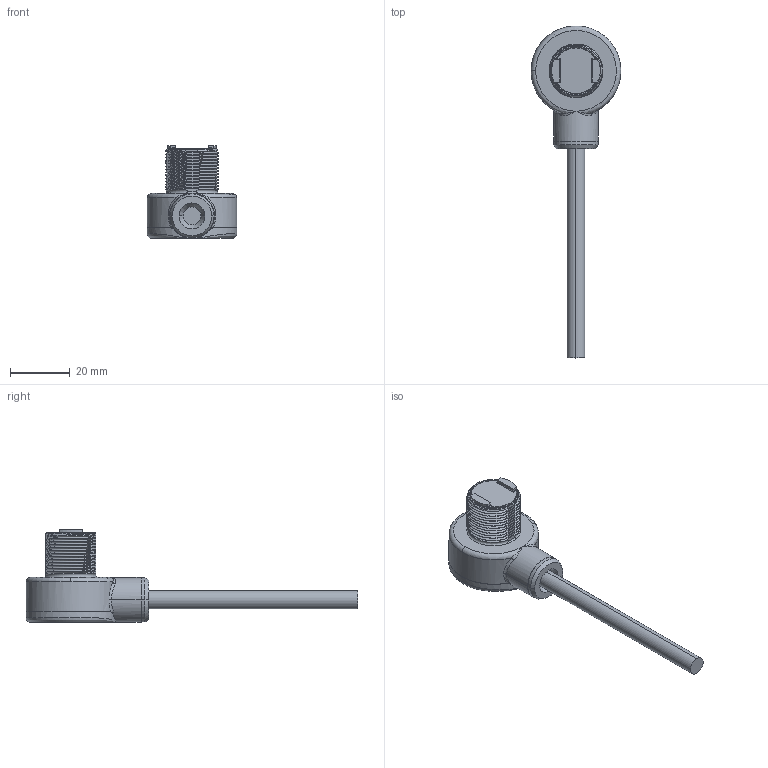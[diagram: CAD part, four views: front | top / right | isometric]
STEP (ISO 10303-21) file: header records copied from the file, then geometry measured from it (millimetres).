
FILE_DESCRIPTION((''),'2;1');
FILE_NAME('152787_SW','2011-03-15T',('banengservice'),('BANNER ENGINEERING'),'PRO/ENGINEER BY PARAMETRIC TECHNOLOGY CORPORATION, 2009141','PRO/ENGINEER BY PARAMETRIC TECHNOLOGY CORPORATION, 2009141','');
FILE_SCHEMA(('CONFIG_CONTROL_DESIGN'));
Length unit declared in the file: inch
Products named in the file (1): 152787_SW
Bounding box: 30.01 x 111.05 x 31.04 mm (x, y, z)
Volume: 8628.1 mm3; surface area: 11359 mm2
Topology: 3 solids, 4 shells, 344 faces, 890 edges, 558 vertices
Faces by surface type: cylinder 135, plane 123, cone 26, torus 23, bspline 23, sphere 10, revolution 4
Entity records: 20058 total; most frequent: CARTESIAN_POINT 11977, ORIENTED_EDGE 1760, DIRECTION 1566, EDGE_CURVE 880, AXIS2_PLACEMENT_3D 602, VERTEX_POINT 558, EDGE_LOOP 370, VECTOR 358
